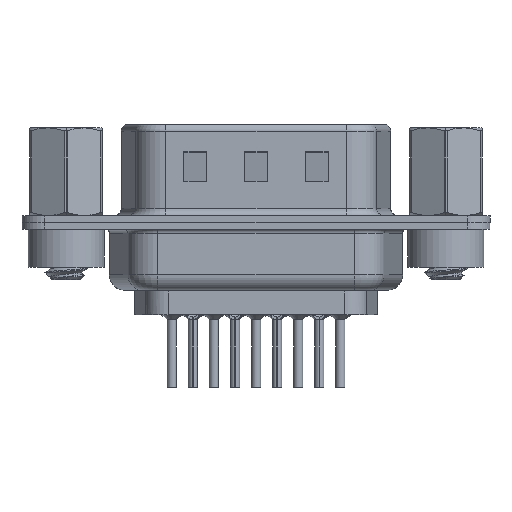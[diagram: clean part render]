
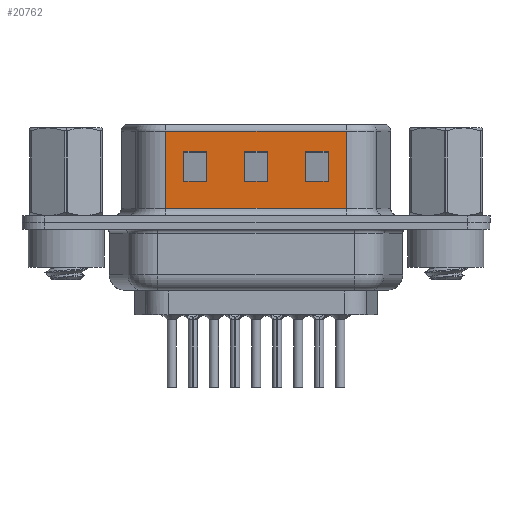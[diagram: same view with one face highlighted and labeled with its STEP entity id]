
A CAD part, front view. The second image highlights one B-rep face of the part: STEP entity #20762.
In plain terms, the highlighted planar face has unit normal (0, -1, 0).
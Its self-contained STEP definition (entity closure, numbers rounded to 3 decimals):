
#10 = EDGE_CURVE ( 'NONE', #12561, #6933, #14562, .T. ) ;
#58 = CARTESIAN_POINT ( 'NONE',  ( 13.245, -4.58, 6.52 ) ) ;
#122 = VECTOR ( 'NONE', #18141, 1000. ) ;
#368 = ORIENTED_EDGE ( 'NONE', *, *, #20252, .T. ) ;
#412 = CARTESIAN_POINT ( 'NONE',  ( 15.745, -4.58, 2.705 ) ) ;
#516 = DIRECTION ( 'NONE',  ( 0., 0., -1. ) ) ;
#762 = CARTESIAN_POINT ( 'NONE',  ( 11.745, -4.58, 4.705 ) ) ;
#775 = CARTESIAN_POINT ( 'NONE',  ( 15.745, -4.58, 4.705 ) ) ;
#955 = CARTESIAN_POINT ( 'NONE',  ( 22.445, -4.58, 4.705 ) ) ;
#980 = DIRECTION ( 'NONE',  ( -1., 0., 0. ) ) ;
#1032 = ORIENTED_EDGE ( 'NONE', *, *, #11819, .T. ) ;
#1540 = VECTOR ( 'NONE', #8049, 1000. ) ;
#1559 = LINE ( 'NONE', #4746, #16636 ) ;
#1860 = VERTEX_POINT ( 'NONE', #11093 ) ;
#1921 = VERTEX_POINT ( 'NONE', #13204 ) ;
#1961 = DIRECTION ( 'NONE',  ( 1., 0., 0. ) ) ;
#2134 = CARTESIAN_POINT ( 'NONE',  ( 11.745, -4.58, 2.705 ) ) ;
#2396 = EDGE_LOOP ( 'NONE', ( #23029, #11268, #17763, #9011 ) ) ;
#2444 = DIRECTION ( 'NONE',  ( 0., 0., -1. ) ) ;
#2963 = DIRECTION ( 'NONE',  ( 1., 0., 0. ) ) ;
#3369 = CARTESIAN_POINT ( 'NONE',  ( 18.445, -4.58, 4.705 ) ) ;
#3614 = VERTEX_POINT ( 'NONE', #6035 ) ;
#3784 = EDGE_CURVE ( 'NONE', #18928, #3614, #22321, .T. ) ;
#4052 = CARTESIAN_POINT ( 'NONE',  ( 18.445, -4.58, 6.52 ) ) ;
#4295 = CARTESIAN_POINT ( 'NONE',  ( 22.445, -4.58, 2.705 ) ) ;
#4498 = LINE ( 'NONE', #4625, #1540 ) ;
#4625 = CARTESIAN_POINT ( 'NONE',  ( 7.745, -4.58, 6.52 ) ) ;
#4746 = CARTESIAN_POINT ( 'NONE',  ( 11.745, -4.58, 6.52 ) ) ;
#5119 = VERTEX_POINT ( 'NONE', #412 ) ;
#5287 = CARTESIAN_POINT ( 'NONE',  ( 18.445, -4.58, 2.705 ) ) ;
#5387 = EDGE_CURVE ( 'NONE', #5119, #16128, #22844, .T. ) ;
#5414 = ORIENTED_EDGE ( 'NONE', *, *, #9908, .T. ) ;
#5650 = VERTEX_POINT ( 'NONE', #7475 ) ;
#5694 = VECTOR ( 'NONE', #9797, 1000. ) ;
#6035 = CARTESIAN_POINT ( 'NONE',  ( 18.445, -4.58, 0.95 ) ) ;
#6045 = FACE_BOUND ( 'NONE', #18258, .T. ) ;
#6160 = DIRECTION ( 'NONE',  ( 0., 0., -1. ) ) ;
#6270 = DIRECTION ( 'NONE',  ( 1., 0., 0. ) ) ;
#6396 = CARTESIAN_POINT ( 'NONE',  ( 18.445, -4.58, 6.52 ) ) ;
#6510 = VERTEX_POINT ( 'NONE', #6985 ) ;
#6552 = VERTEX_POINT ( 'NONE', #7697 ) ;
#6862 = LINE ( 'NONE', #15746, #17434 ) ;
#6933 = VERTEX_POINT ( 'NONE', #22916 ) ;
#6985 = CARTESIAN_POINT ( 'NONE',  ( 18.445, -4.58, 6.02 ) ) ;
#7475 = CARTESIAN_POINT ( 'NONE',  ( 17.245, -4.58, 4.705 ) ) ;
#7492 = VECTOR ( 'NONE', #980, 1000. ) ;
#7697 = CARTESIAN_POINT ( 'NONE',  ( 13.245, -4.58, 2.705 ) ) ;
#7772 = VECTOR ( 'NONE', #12656, 1000. ) ;
#8049 = DIRECTION ( 'NONE',  ( 0., 0., 1. ) ) ;
#8879 = EDGE_CURVE ( 'NONE', #21105, #22119, #1559, .T. ) ;
#9011 = ORIENTED_EDGE ( 'NONE', *, *, #23274, .T. ) ;
#9142 = CARTESIAN_POINT ( 'NONE',  ( 14.445, -4.58, 2.705 ) ) ;
#9167 = EDGE_CURVE ( 'NONE', #6933, #21598, #23299, .T. ) ;
#9252 = VERTEX_POINT ( 'NONE', #15035 ) ;
#9519 = VECTOR ( 'NONE', #6160, 1000. ) ;
#9797 = DIRECTION ( 'NONE',  ( 1., 0., 0. ) ) ;
#9908 = EDGE_CURVE ( 'NONE', #11369, #6552, #21923, .T. ) ;
#9982 = LINE ( 'NONE', #17208, #7492 ) ;
#10336 = CARTESIAN_POINT ( 'NONE',  ( 15.745, -4.58, 6.52 ) ) ;
#11093 = CARTESIAN_POINT ( 'NONE',  ( 17.245, -4.58, 2.705 ) ) ;
#11268 = ORIENTED_EDGE ( 'NONE', *, *, #16504, .T. ) ;
#11369 = VERTEX_POINT ( 'NONE', #20743 ) ;
#11551 = ORIENTED_EDGE ( 'NONE', *, *, #18133, .T. ) ;
#11718 = EDGE_CURVE ( 'NONE', #21598, #1921, #4498, .T. ) ;
#11748 = LINE ( 'NONE', #955, #19977 ) ;
#11765 = VECTOR ( 'NONE', #516, 1000. ) ;
#11819 = EDGE_CURVE ( 'NONE', #1921, #12561, #6862, .T. ) ;
#12436 = DIRECTION ( 'NONE',  ( 0., 0., -1. ) ) ;
#12561 = VERTEX_POINT ( 'NONE', #15230 ) ;
#12656 = DIRECTION ( 'NONE',  ( -1., 0., 0. ) ) ;
#12673 = ORIENTED_EDGE ( 'NONE', *, *, #8879, .T. ) ;
#12725 = VECTOR ( 'NONE', #2444, 1000. ) ;
#13204 = CARTESIAN_POINT ( 'NONE',  ( 7.745, -4.58, 4.705 ) ) ;
#13420 = CARTESIAN_POINT ( 'NONE',  ( 6.545, -4.58, 0.95 ) ) ;
#13475 = ORIENTED_EDGE ( 'NONE', *, *, #3784, .T. ) ;
#13542 = DIRECTION ( 'NONE',  ( 0., 0., 1. ) ) ;
#14216 = ORIENTED_EDGE ( 'NONE', *, *, #19297, .F. ) ;
#14562 = LINE ( 'NONE', #21642, #14962 ) ;
#14962 = VECTOR ( 'NONE', #12436, 1000. ) ;
#15035 = CARTESIAN_POINT ( 'NONE',  ( 6.545, -4.58, 6.02 ) ) ;
#15045 = ORIENTED_EDGE ( 'NONE', *, *, #10, .T. ) ;
#15052 = FACE_OUTER_BOUND ( 'NONE', #16923, .T. ) ;
#15108 = CARTESIAN_POINT ( 'NONE',  ( 6.545, -4.58, 6.52 ) ) ;
#15230 = CARTESIAN_POINT ( 'NONE',  ( 9.245, -4.58, 4.705 ) ) ;
#15530 = FACE_BOUND ( 'NONE', #2396, .T. ) ;
#15542 = DIRECTION ( 'NONE',  ( 0., 0., 1. ) ) ;
#15746 = CARTESIAN_POINT ( 'NONE',  ( 14.445, -4.58, 4.705 ) ) ;
#16128 = VERTEX_POINT ( 'NONE', #775 ) ;
#16134 = ORIENTED_EDGE ( 'NONE', *, *, #20300, .T. ) ;
#16240 = DIRECTION ( 'NONE',  ( -1., 0., 0. ) ) ;
#16504 = EDGE_CURVE ( 'NONE', #1860, #5119, #22046, .T. ) ;
#16636 = VECTOR ( 'NONE', #15542, 1000. ) ;
#16835 = DIRECTION ( 'NONE',  ( 0., 1., 0. ) ) ;
#16923 = EDGE_LOOP ( 'NONE', ( #14216, #19469, #16134, #13475 ) ) ;
#17208 = CARTESIAN_POINT ( 'NONE',  ( 18.445, -4.58, 6.02 ) ) ;
#17434 = VECTOR ( 'NONE', #2963, 1000. ) ;
#17524 = EDGE_CURVE ( 'NONE', #5650, #1860, #20576, .T. ) ;
#17763 = ORIENTED_EDGE ( 'NONE', *, *, #5387, .T. ) ;
#17800 = ORIENTED_EDGE ( 'NONE', *, *, #11718, .T. ) ;
#18032 = EDGE_LOOP ( 'NONE', ( #11551, #5414, #368, #12673 ) ) ;
#18133 = EDGE_CURVE ( 'NONE', #22119, #11369, #19934, .T. ) ;
#18141 = DIRECTION ( 'NONE',  ( 0., 0., -1. ) ) ;
#18258 = EDGE_LOOP ( 'NONE', ( #15045, #22700, #17800, #1032 ) ) ;
#18673 = CARTESIAN_POINT ( 'NONE',  ( 18.445, -4.58, 0.95 ) ) ;
#18763 = AXIS2_PLACEMENT_3D ( 'NONE', #6396, #16835, #18830 ) ;
#18771 = CARTESIAN_POINT ( 'NONE',  ( 7.745, -4.58, 2.705 ) ) ;
#18830 = DIRECTION ( 'NONE',  ( 0., 0., 1. ) ) ;
#18928 = VERTEX_POINT ( 'NONE', #13420 ) ;
#19297 = EDGE_CURVE ( 'NONE', #6510, #3614, #19907, .T. ) ;
#19469 = ORIENTED_EDGE ( 'NONE', *, *, #22851, .T. ) ;
#19907 = LINE ( 'NONE', #4052, #122 ) ;
#19934 = LINE ( 'NONE', #3369, #22730 ) ;
#19977 = VECTOR ( 'NONE', #6270, 1000. ) ;
#20252 = EDGE_CURVE ( 'NONE', #6552, #21105, #21475, .T. ) ;
#20271 = DIRECTION ( 'NONE',  ( -1., 0., 0. ) ) ;
#20300 = EDGE_CURVE ( 'NONE', #9252, #18928, #22410, .T. ) ;
#20480 = FACE_BOUND ( 'NONE', #18032, .T. ) ;
#20576 = LINE ( 'NONE', #20690, #9519 ) ;
#20582 = VECTOR ( 'NONE', #13542, 1000. ) ;
#20583 = PLANE ( 'NONE',  #18763 ) ;
#20690 = CARTESIAN_POINT ( 'NONE',  ( 17.245, -4.58, 6.52 ) ) ;
#20743 = CARTESIAN_POINT ( 'NONE',  ( 13.245, -4.58, 4.705 ) ) ;
#20762 = ADVANCED_FACE ( 'NONE', ( #6045, #15530, #20480, #15052 ), #20583, .F. ) ;
#21105 = VERTEX_POINT ( 'NONE', #2134 ) ;
#21475 = LINE ( 'NONE', #5287, #7772 ) ;
#21598 = VERTEX_POINT ( 'NONE', #18771 ) ;
#21642 = CARTESIAN_POINT ( 'NONE',  ( 9.245, -4.58, 6.52 ) ) ;
#21923 = LINE ( 'NONE', #58, #11765 ) ;
#22046 = LINE ( 'NONE', #4295, #22675 ) ;
#22119 = VERTEX_POINT ( 'NONE', #762 ) ;
#22278 = VECTOR ( 'NONE', #16240, 1000. ) ;
#22321 = LINE ( 'NONE', #18673, #5694 ) ;
#22410 = LINE ( 'NONE', #15108, #12725 ) ;
#22675 = VECTOR ( 'NONE', #20271, 1000. ) ;
#22700 = ORIENTED_EDGE ( 'NONE', *, *, #9167, .T. ) ;
#22730 = VECTOR ( 'NONE', #1961, 1000. ) ;
#22844 = LINE ( 'NONE', #10336, #20582 ) ;
#22851 = EDGE_CURVE ( 'NONE', #6510, #9252, #9982, .T. ) ;
#22916 = CARTESIAN_POINT ( 'NONE',  ( 9.245, -4.58, 2.705 ) ) ;
#23029 = ORIENTED_EDGE ( 'NONE', *, *, #17524, .T. ) ;
#23274 = EDGE_CURVE ( 'NONE', #16128, #5650, #11748, .T. ) ;
#23299 = LINE ( 'NONE', #9142, #22278 ) ;
